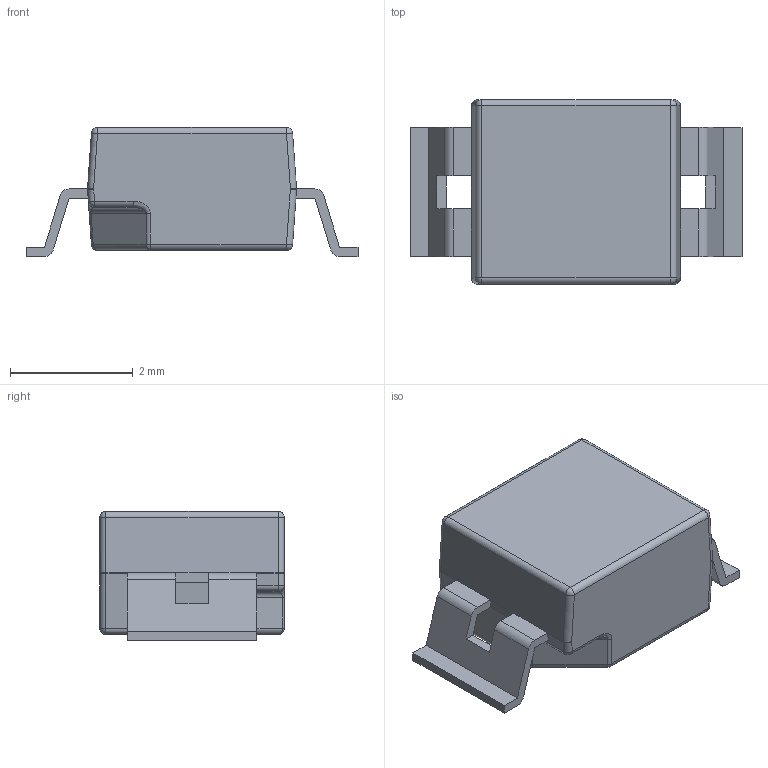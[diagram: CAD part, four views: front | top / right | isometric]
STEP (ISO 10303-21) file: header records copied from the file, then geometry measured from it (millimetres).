
FILE_DESCRIPTION( ( '' ), ' ' );
FILE_NAME( '5a987fd25bbf230ef9da7705.step', '2018-03-01T22:33:55', ( '' ), ( '' ), ' ', ' ', ' ' );
FILE_SCHEMA( ( 'AUTOMOTIVE_DESIGN { 1 0 10303 214 1 1 1 1 }' ) );
Length unit declared in the file: metre
Products named in the file (2): Open CASCADE STEP translator 6.8 1
Bounding box: 5.4 x 3 x 2.1 mm (x, y, z)
Volume: 20.5 mm3; surface area: 71.4 mm2
Topology: 2 solids, 2 shells, 96 faces, 244 edges, 139 vertices
Faces by surface type: plane 43, cylinder 38, sphere 11, bspline 2, cone 2
Entity records: 4795 total; most frequent: CARTESIAN_POINT 637, ORIENTED_EDGE 464, DIRECTION 447, STYLED_ITEM 328, PRESENTATION_STYLE_ASSIGNMENT 328, COLOUR_RGB 328, EDGE_CURVE 232, CURVE_STYLE 232
